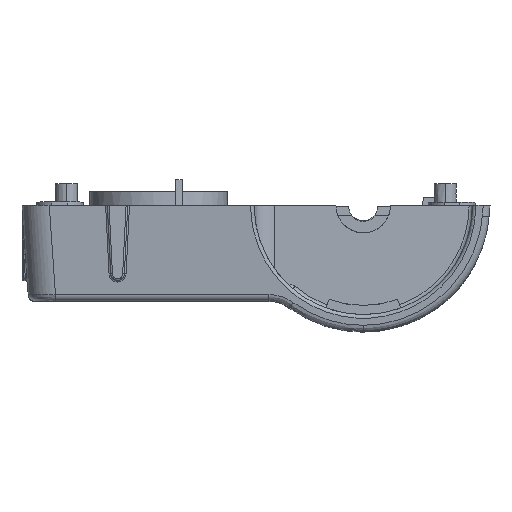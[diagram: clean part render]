
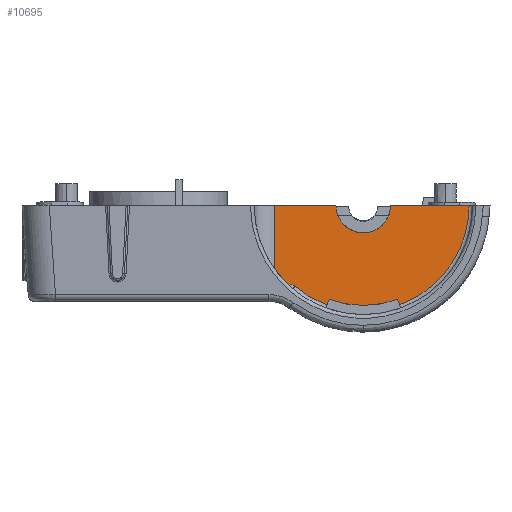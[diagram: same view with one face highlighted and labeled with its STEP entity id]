
A CAD part, top view. The second image highlights one B-rep face of the part: STEP entity #10695.
In plain terms, the highlighted planar face has unit normal (0, 0.009, 1).
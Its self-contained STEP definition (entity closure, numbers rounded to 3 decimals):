
#178 = CARTESIAN_POINT ( 'NONE',  ( 31.5, -2.5, 7.5 ) ) ;
#478 = AXIS2_PLACEMENT_3D ( 'NONE', #14752, #14502, #14449 ) ;
#868 = CARTESIAN_POINT ( 'NONE',  ( 12., -2.5, 7.5 ) ) ;
#986 =( BOUNDED_CURVE ( )  B_SPLINE_CURVE ( 3, ( #13734, #13458, #13329, #13266 ),
 .UNSPECIFIED., .F., .F. ) 
 B_SPLINE_CURVE_WITH_KNOTS ( ( 4, 4 ),
 ( 0.066, 1.571 ),
 .UNSPECIFIED. ) 
 CURVE ( )  GEOMETRIC_REPRESENTATION_ITEM ( )  RATIONAL_B_SPLINE_CURVE ( ( 1., 0.82, 0.82, 1. ) ) 
 REPRESENTATION_ITEM ( '' )  );
#1040 = EDGE_CURVE ( 'NONE', #8284, #15267, #1775, .T. ) ;
#1216 = EDGE_CURVE ( 'NONE', #15267, #14554, #986, .T. ) ;
#1455 = CARTESIAN_POINT ( 'NONE',  ( 0., -2.5, 7.5 ) ) ;
#1721 = DIRECTION ( 'NONE',  ( 1., 0., 0. ) ) ;
#1775 =( BOUNDED_CURVE ( )  B_SPLINE_CURVE ( 3, ( #14654, #15349, #14626, #14608 ),
 .UNSPECIFIED., .F., .T. ) 
 B_SPLINE_CURVE_WITH_KNOTS ( ( 4, 4 ),
 ( 1.795, 4.488 ),
 .UNSPECIFIED. ) 
 CURVE ( )  GEOMETRIC_REPRESENTATION_ITEM ( )  RATIONAL_B_SPLINE_CURVE ( ( 1., 0.482, 0.482, 1. ) ) 
 REPRESENTATION_ITEM ( '' )  );
#2386 = EDGE_CURVE ( 'NONE', #8902, #14554, #7037, .T. ) ;
#2720 = ORIENTED_EDGE ( 'NONE', *, *, #9193, .T. ) ;
#2773 = EDGE_LOOP ( 'NONE', ( #5884, #5581, #15964, #14061, #6547, #2720, #16541, #9034, #3394 ) ) ;
#3136 = FACE_OUTER_BOUND ( 'NONE', #2773, .T. ) ;
#3394 = ORIENTED_EDGE ( 'NONE', *, *, #3565, .T. ) ;
#3565 = EDGE_CURVE ( 'NONE', #12061, #8284, #9177, .T. ) ;
#3640 = CARTESIAN_POINT ( 'NONE',  ( 3., -14.5, 7.605 ) ) ;
#3687 = DIRECTION ( 'NONE',  ( 0., -1., 0.009 ) ) ;
#4298 = CARTESIAN_POINT ( 'NONE',  ( 6.012, -14.357, 7.603 ) ) ;
#4364 = CARTESIAN_POINT ( 'NONE',  ( 5.739, -14.127, 7.601 ) ) ;
#4608 =( BOUNDED_CURVE ( )  B_SPLINE_CURVE ( 3, ( #9153, #5664, #4364, #4298 ),
 .UNSPECIFIED., .F., .F. ) 
 B_SPLINE_CURVE_WITH_KNOTS ( ( 4, 4 ),
 ( 3.142, 3.842 ),
 .UNSPECIFIED. ) 
 CURVE ( )  GEOMETRIC_REPRESENTATION_ITEM ( )  RATIONAL_B_SPLINE_CURVE ( ( 1., 0.96, 0.96, 1. ) ) 
 REPRESENTATION_ITEM ( '' )  );
#5060 = CARTESIAN_POINT ( 'NONE',  ( 5.046, -14.004, 7.6 ) ) ;
#5132 = DIRECTION ( 'NONE',  ( 1., 0., 0. ) ) ;
#5215 = CARTESIAN_POINT ( 'NONE',  ( 0., -14.004, 7.6 ) ) ;
#5581 = ORIENTED_EDGE ( 'NONE', *, *, #1216, .T. ) ;
#5664 = CARTESIAN_POINT ( 'NONE',  ( 5.403, -14.004, 7.6 ) ) ;
#5884 = ORIENTED_EDGE ( 'NONE', *, *, #1040, .T. ) ;
#5972 = EDGE_CURVE ( 'NONE', #14133, #13147, #12617, .T. ) ;
#6547 = ORIENTED_EDGE ( 'NONE', *, *, #8642, .F. ) ;
#6840 = VECTOR ( 'NONE', #7041, 1000. ) ;
#6986 = CARTESIAN_POINT ( 'NONE',  ( 3., -2.5, 7.5 ) ) ;
#7015 = CARTESIAN_POINT ( 'NONE',  ( 0., -2.5, 7.5 ) ) ;
#7037 = LINE ( 'NONE', #7015, #6840 ) ;
#7041 = DIRECTION ( 'NONE',  ( 1., 0., 0. ) ) ;
#7332 = VERTEX_POINT ( 'NONE', #6986 ) ;
#8284 = VERTEX_POINT ( 'NONE', #8896 ) ;
#8316 =( BOUNDED_CURVE ( )  B_SPLINE_CURVE ( 3, ( #12683, #12706, #12375, #12355 ),
 .UNSPECIFIED., .F., .F. ) 
 B_SPLINE_CURVE_WITH_KNOTS ( ( 4, 4 ),
 ( 1.571, 4.712 ),
 .UNSPECIFIED. ) 
 CURVE ( )  GEOMETRIC_REPRESENTATION_ITEM ( )  RATIONAL_B_SPLINE_CURVE ( ( 1., 0.333, 0.333, 1. ) ) 
 REPRESENTATION_ITEM ( '' )  );
#8412 = CARTESIAN_POINT ( 'NONE',  ( 3., -14.004, 7.6 ) ) ;
#8642 = EDGE_CURVE ( 'NONE', #7332, #16621, #13699, .T. ) ;
#8896 = CARTESIAN_POINT ( 'NONE',  ( 14.976, -17.971, 7.635 ) ) ;
#8902 = VERTEX_POINT ( 'NONE', #10462 ) ;
#9034 = ORIENTED_EDGE ( 'NONE', *, *, #14685, .T. ) ;
#9153 = CARTESIAN_POINT ( 'NONE',  ( 5.046, -14.004, 7.6 ) ) ;
#9177 =( BOUNDED_CURVE ( )  B_SPLINE_CURVE ( 3, ( #15263, #15312, #14891, #14885 ),
 .UNSPECIFIED., .F., .T. ) 
 B_SPLINE_CURVE_WITH_KNOTS ( ( 4, 4 ),
 ( 5.583, 6.217 ),
 .UNSPECIFIED. ) 
 CURVE ( )  GEOMETRIC_REPRESENTATION_ITEM ( )  RATIONAL_B_SPLINE_CURVE ( ( 1., 0.967, 0.967, 1. ) ) 
 REPRESENTATION_ITEM ( '' )  );
#9193 = EDGE_CURVE ( 'NONE', #7332, #14133, #14420, .T. ) ;
#10462 = CARTESIAN_POINT ( 'NONE',  ( 20., -2.5, 7.5 ) ) ;
#10695 = ADVANCED_FACE ( 'NONE', ( #3136 ), #14574, .T. ) ;
#12061 = VERTEX_POINT ( 'NONE', #13881 ) ;
#12355 = CARTESIAN_POINT ( 'NONE',  ( 20., -2.5, 7.5 ) ) ;
#12375 = CARTESIAN_POINT ( 'NONE',  ( 20., -10.5, 7.57 ) ) ;
#12617 = LINE ( 'NONE', #5215, #12796 ) ;
#12683 = CARTESIAN_POINT ( 'NONE',  ( 12., -2.5, 7.5 ) ) ;
#12706 = CARTESIAN_POINT ( 'NONE',  ( 12., -10.5, 7.57 ) ) ;
#12796 = VECTOR ( 'NONE', #5132, 1000. ) ;
#13147 = VERTEX_POINT ( 'NONE', #5060 ) ;
#13266 = CARTESIAN_POINT ( 'NONE',  ( 31.5, -2.5, 7.5 ) ) ;
#13329 = CARTESIAN_POINT ( 'NONE',  ( 31.502, -11.113, 7.575 ) ) ;
#13458 = CARTESIAN_POINT ( 'NONE',  ( 25.618, -17.402, 7.63 ) ) ;
#13699 = LINE ( 'NONE', #1455, #14525 ) ;
#13734 = CARTESIAN_POINT ( 'NONE',  ( 17.024, -17.971, 7.635 ) ) ;
#13881 = CARTESIAN_POINT ( 'NONE',  ( 6.012, -14.357, 7.603 ) ) ;
#14061 = ORIENTED_EDGE ( 'NONE', *, *, #15416, .F. ) ;
#14133 = VERTEX_POINT ( 'NONE', #8412 ) ;
#14420 = LINE ( 'NONE', #3640, #16814 ) ;
#14449 = DIRECTION ( 'NONE',  ( 0., -1., 0.009 ) ) ;
#14502 = DIRECTION ( 'NONE',  ( 0., 0.009, 1. ) ) ;
#14525 = VECTOR ( 'NONE', #1721, 1000. ) ;
#14554 = VERTEX_POINT ( 'NONE', #178 ) ;
#14574 = PLANE ( 'NONE',  #478 ) ;
#14608 = CARTESIAN_POINT ( 'NONE',  ( 17.024, -17.971, 7.635 ) ) ;
#14626 = CARTESIAN_POINT ( 'NONE',  ( 16.708, -16.59, 7.623 ) ) ;
#14654 = CARTESIAN_POINT ( 'NONE',  ( 14.976, -17.971, 7.635 ) ) ;
#14685 = EDGE_CURVE ( 'NONE', #13147, #12061, #4608, .T. ) ;
#14752 = CARTESIAN_POINT ( 'NONE',  ( 0., -2.5, 7.5 ) ) ;
#14885 = CARTESIAN_POINT ( 'NONE',  ( 14.976, -17.971, 7.635 ) ) ;
#14891 = CARTESIAN_POINT ( 'NONE',  ( 11.651, -17.75, 7.633 ) ) ;
#15263 = CARTESIAN_POINT ( 'NONE',  ( 6.012, -14.357, 7.603 ) ) ;
#15267 = VERTEX_POINT ( 'NONE', #15611 ) ;
#15312 = CARTESIAN_POINT ( 'NONE',  ( 8.56, -16.505, 7.622 ) ) ;
#15349 = CARTESIAN_POINT ( 'NONE',  ( 15.292, -16.59, 7.623 ) ) ;
#15416 = EDGE_CURVE ( 'NONE', #16621, #8902, #8316, .T. ) ;
#15611 = CARTESIAN_POINT ( 'NONE',  ( 17.024, -17.971, 7.635 ) ) ;
#15964 = ORIENTED_EDGE ( 'NONE', *, *, #2386, .F. ) ;
#16541 = ORIENTED_EDGE ( 'NONE', *, *, #5972, .T. ) ;
#16621 = VERTEX_POINT ( 'NONE', #868 ) ;
#16814 = VECTOR ( 'NONE', #3687, 1000. ) ;
